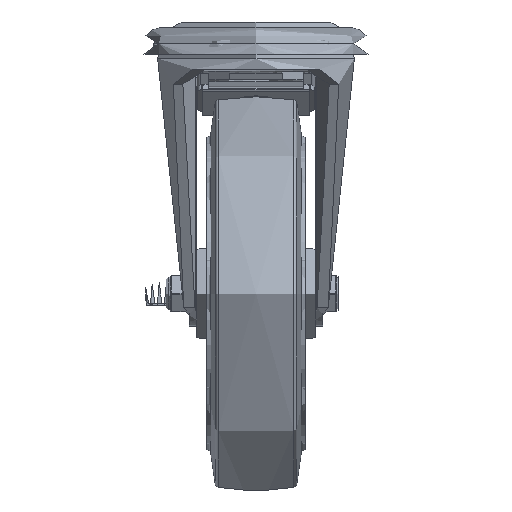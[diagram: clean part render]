
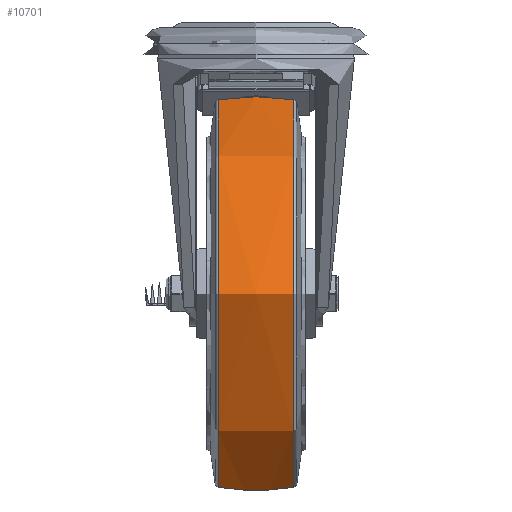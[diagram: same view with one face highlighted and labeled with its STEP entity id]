
A CAD part, left-side view. The second image highlights one B-rep face of the part: STEP entity #10701.
In plain terms, the highlighted free-form (B-spline) face has degree [2, 2] with [3, 9] control points.
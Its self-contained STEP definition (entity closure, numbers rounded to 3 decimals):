
#21=(
BOUNDED_SURFACE()
B_SPLINE_SURFACE(2,2,((#25578,#25579,#25580,#25581,#25582,#25583,#25584,
#25585,#25586),(#25587,#25588,#25589,#25590,#25591,#25592,#25593,#25594,
#25595),(#25596,#25597,#25598,#25599,#25600,#25601,#25602,#25603,#25604)),
 .UNSPECIFIED.,.F.,.T.,.F.)
B_SPLINE_SURFACE_WITH_KNOTS((3,3),(3,2,2,2,3),(-0.156,0.156),
(-3.142,-1.571,0.,1.571,3.142),
 .UNSPECIFIED.)
GEOMETRIC_REPRESENTATION_ITEM()
RATIONAL_B_SPLINE_SURFACE(((1.,0.707,1.,0.707,1.,
0.707,1.,0.707,1.),(0.988,0.699,
0.988,0.699,0.988,0.699,
0.988,0.699,0.988),(1.,0.707,
1.,0.707,1.,0.707,1.,0.707,1.)))
REPRESENTATION_ITEM('')
SURFACE()
);
#3135=FACE_OUTER_BOUND('',#3781,.T.);
#3781=EDGE_LOOP('',(#8948,#8949,#8950,#8951));
#4311=CIRCLE('',#11710,98.5);
#4312=CIRCLE('',#11711,124.271);
#4313=CIRCLE('',#11712,98.5);
#5147=VERTEX_POINT('',#25575);
#5148=VERTEX_POINT('',#25605);
#6479=EDGE_CURVE('',#5147,#5147,#4311,.T.);
#6480=EDGE_CURVE('',#5147,#5148,#4312,.T.);
#6481=EDGE_CURVE('',#5148,#5148,#4313,.T.);
#8948=ORIENTED_EDGE('',*,*,#6479,.F.);
#8949=ORIENTED_EDGE('',*,*,#6480,.T.);
#8950=ORIENTED_EDGE('',*,*,#6481,.T.);
#8951=ORIENTED_EDGE('',*,*,#6480,.F.);
#10701=ADVANCED_FACE('',(#3135),#21,.F.);
#11710=AXIS2_PLACEMENT_3D('',#25577,#13912,#13913);
#11711=AXIS2_PLACEMENT_3D('',#25606,#13914,#13915);
#11712=AXIS2_PLACEMENT_3D('',#25607,#13916,#13917);
#13912=DIRECTION('center_axis',(0.,1.,0.));
#13913=DIRECTION('ref_axis',(0.,0.,
1.));
#13914=DIRECTION('center_axis',(-1.,0.,0.));
#13915=DIRECTION('ref_axis',(0.,0.,
-1.));
#13916=DIRECTION('center_axis',(0.,1.,0.));
#13917=DIRECTION('ref_axis',(0.,0.,
1.));
#25575=CARTESIAN_POINT('',(0.,19.25,-98.5));
#25577=CARTESIAN_POINT('Origin',(0.,19.25,0.));
#25578=CARTESIAN_POINT('Ctrl Pts',(0.,-19.25,-98.5));
#25579=CARTESIAN_POINT('Ctrl Pts',(-98.5,-19.25,
-98.5));
#25580=CARTESIAN_POINT('Ctrl Pts',(-98.5,-19.25,
0.));
#25581=CARTESIAN_POINT('Ctrl Pts',(-98.5,-19.25,
98.5));
#25582=CARTESIAN_POINT('Ctrl Pts',(0.,-19.25,98.5));
#25583=CARTESIAN_POINT('Ctrl Pts',(98.5,-19.25,98.5));
#25584=CARTESIAN_POINT('Ctrl Pts',(98.5,-19.25,0.));
#25585=CARTESIAN_POINT('Ctrl Pts',(98.5,-19.25,-98.5));
#25586=CARTESIAN_POINT('Ctrl Pts',(0.,-19.25,-98.5));
#25587=CARTESIAN_POINT('Ctrl Pts',(0.,0.,
-101.518));
#25588=CARTESIAN_POINT('Ctrl Pts',(-101.518,0.,
-101.518));
#25589=CARTESIAN_POINT('Ctrl Pts',(-101.518,0.,
0.));
#25590=CARTESIAN_POINT('Ctrl Pts',(-101.518,0.,
101.518));
#25591=CARTESIAN_POINT('Ctrl Pts',(0.,0.,101.518));
#25592=CARTESIAN_POINT('Ctrl Pts',(101.518,0.,
101.518));
#25593=CARTESIAN_POINT('Ctrl Pts',(101.518,0.,
0.));
#25594=CARTESIAN_POINT('Ctrl Pts',(101.518,0.,
-101.518));
#25595=CARTESIAN_POINT('Ctrl Pts',(0.,0.,
-101.518));
#25596=CARTESIAN_POINT('Ctrl Pts',(0.,19.25,-98.5));
#25597=CARTESIAN_POINT('Ctrl Pts',(-98.5,19.25,-98.5));
#25598=CARTESIAN_POINT('Ctrl Pts',(-98.5,19.25,0.));
#25599=CARTESIAN_POINT('Ctrl Pts',(-98.5,19.25,98.5));
#25600=CARTESIAN_POINT('Ctrl Pts',(0.,19.25,98.5));
#25601=CARTESIAN_POINT('Ctrl Pts',(98.5,19.25,98.5));
#25602=CARTESIAN_POINT('Ctrl Pts',(98.5,19.25,0.));
#25603=CARTESIAN_POINT('Ctrl Pts',(98.5,19.25,-98.5));
#25604=CARTESIAN_POINT('Ctrl Pts',(0.,19.25,-98.5));
#25605=CARTESIAN_POINT('',(0.,-19.25,-98.5));
#25606=CARTESIAN_POINT('Origin',(0.,0.,
24.271));
#25607=CARTESIAN_POINT('Origin',(0.,-19.25,0.));
